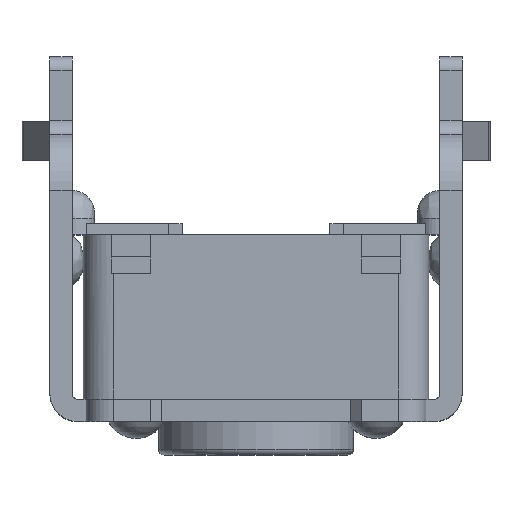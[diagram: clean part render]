
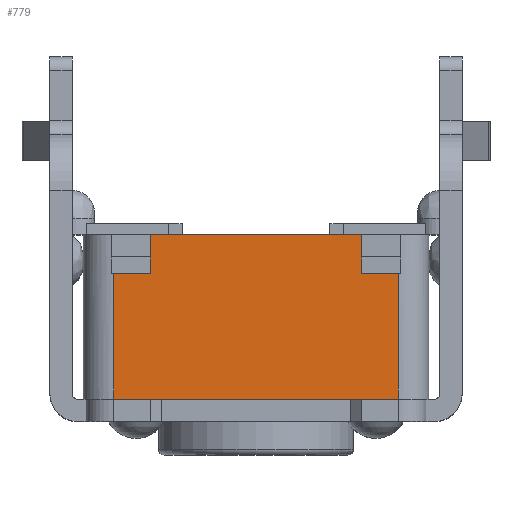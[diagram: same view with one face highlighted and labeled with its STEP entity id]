
A CAD part, top view. The second image highlights one B-rep face of the part: STEP entity #779.
In plain terms, the highlighted planar face has unit normal (0, 0, 1).
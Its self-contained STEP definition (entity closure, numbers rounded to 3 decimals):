
#779 = ADVANCED_FACE( '', ( #1621 ), #1622, .F. );
#1621 = FACE_OUTER_BOUND( '', #2671, .T. );
#1622 = PLANE( '', #2672 );
#2671 = EDGE_LOOP( '', ( #4939, #4940, #4941, #4942, #4943, #4944, #4945, #4946, #4947, #4948 ) );
#2672 = AXIS2_PLACEMENT_3D( '', #4949, #4950, #4951 );
#4939 = ORIENTED_EDGE( '', *, *, #6042, .F. );
#4940 = ORIENTED_EDGE( '', *, *, #5928, .T. );
#4941 = ORIENTED_EDGE( '', *, *, #6128, .T. );
#4942 = ORIENTED_EDGE( '', *, *, #5669, .F. );
#4943 = ORIENTED_EDGE( '', *, *, #6435, .T. );
#4944 = ORIENTED_EDGE( '', *, *, #5538, .T. );
#4945 = ORIENTED_EDGE( '', *, *, #6250, .T. );
#4946 = ORIENTED_EDGE( '', *, *, #5561, .F. );
#4947 = ORIENTED_EDGE( '', *, *, #5642, .T. );
#4948 = ORIENTED_EDGE( '', *, *, #5936, .F. );
#4949 = CARTESIAN_POINT( '', ( 3.1, 1., 3.1 ) );
#4950 = DIRECTION( '', ( 0., 0., -1. ) );
#4951 = DIRECTION( '', ( 0., 1., 0. ) );
#5538 = EDGE_CURVE( '', #6591, #6589, #6592, .T. );
#5561 = EDGE_CURVE( '', #6631, #6633, #6634, .T. );
#5642 = EDGE_CURVE( '', #6631, #6777, #6779, .F. );
#5669 = EDGE_CURVE( '', #6823, #6824, #6825, .T. );
#5928 = EDGE_CURVE( '', #7250, #7254, #7256, .T. );
#5936 = EDGE_CURVE( '', #7265, #6777, #7267, .T. );
#6042 = EDGE_CURVE( '', #7250, #7265, #7423, .T. );
#6128 = EDGE_CURVE( '', #7254, #6824, #7556, .T. );
#6250 = EDGE_CURVE( '', #6589, #6633, #7722, .T. );
#6435 = EDGE_CURVE( '', #6823, #6591, #7946, .T. );
#6589 = VERTEX_POINT( '', #8129 );
#6591 = VERTEX_POINT( '', #8131 );
#6592 = LINE( '', #8132, #8133 );
#6631 = VERTEX_POINT( '', #8187 );
#6633 = VERTEX_POINT( '', #8189 );
#6634 = LINE( '', #8190, #8191 );
#6777 = VERTEX_POINT( '', #8385 );
#6779 = LINE( '', #8387, #8388 );
#6823 = VERTEX_POINT( '', #8445 );
#6824 = VERTEX_POINT( '', #8446 );
#6825 = LINE( '', #8447, #8448 );
#7250 = VERTEX_POINT( '', #9016 );
#7254 = VERTEX_POINT( '', #9022 );
#7256 = LINE( '', #9025, #9026 );
#7265 = VERTEX_POINT( '', #9039 );
#7267 = LINE( '', #9042, #9043 );
#7423 = LINE( '', #9261, #9262 );
#7556 = LINE( '', #9452, #9453 );
#7722 = LINE( '', #9689, #9690 );
#7946 = LINE( '', #10008, #10009 );
#8129 = CARTESIAN_POINT( '', ( -2.55, 0.1, 3.1 ) );
#8131 = CARTESIAN_POINT( '', ( -1.9, 0.1, 3.1 ) );
#8132 = CARTESIAN_POINT( '', ( 3.1, 0.1, 3.1 ) );
#8133 = VECTOR( '', #10157, 1000. );
#8187 = CARTESIAN_POINT( '', ( 2.55, -2.15, 3.1 ) );
#8189 = CARTESIAN_POINT( '', ( -2.55, -2.15, 3.1 ) );
#8190 = CARTESIAN_POINT( '', ( 3.1, -2.15, 3.1 ) );
#8191 = VECTOR( '', #10182, 1000. );
#8385 = CARTESIAN_POINT( '', ( 2.55, 0.1, 3.1 ) );
#8387 = CARTESIAN_POINT( '', ( 2.55, 1., 3.1 ) );
#8388 = VECTOR( '', #10276, 1000. );
#8445 = CARTESIAN_POINT( '', ( -1.9, 0.4, 3.1 ) );
#8446 = CARTESIAN_POINT( '', ( -1.9, 0.8, 3.1 ) );
#8447 = CARTESIAN_POINT( '', ( -1.9, 1., 3.1 ) );
#8448 = VECTOR( '', #10311, 1000. );
#9016 = CARTESIAN_POINT( '', ( 1.9, 0.4, 3.1 ) );
#9022 = CARTESIAN_POINT( '', ( 1.9, 0.8, 3.1 ) );
#9025 = CARTESIAN_POINT( '', ( 1.9, 1., 3.1 ) );
#9026 = VECTOR( '', #10650, 1000. );
#9039 = CARTESIAN_POINT( '', ( 1.9, 0.1, 3.1 ) );
#9042 = CARTESIAN_POINT( '', ( 3.1, 0.1, 3.1 ) );
#9043 = VECTOR( '', #10656, 1000. );
#9261 = CARTESIAN_POINT( '', ( 1.9, 1., 3.1 ) );
#9262 = VECTOR( '', #10764, 1000. );
#9452 = CARTESIAN_POINT( '', ( 3.1, 0.8, 3.1 ) );
#9453 = VECTOR( '', #10867, 1000. );
#9689 = CARTESIAN_POINT( '', ( -2.55, 1., 3.1 ) );
#9690 = VECTOR( '', #10983, 1000. );
#10008 = CARTESIAN_POINT( '', ( -1.9, 1., 3.1 ) );
#10009 = VECTOR( '', #11159, 1000. );
#10157 = DIRECTION( '', ( -1., 0., 0. ) );
#10182 = DIRECTION( '', ( -1., 0., 0. ) );
#10276 = DIRECTION( '', ( 0., -1., 0. ) );
#10311 = DIRECTION( '', ( 0., 1., 0. ) );
#10650 = DIRECTION( '', ( 0., 1., 0. ) );
#10656 = DIRECTION( '', ( 1., 0., 0. ) );
#10764 = DIRECTION( '', ( 0., -1., 0. ) );
#10867 = DIRECTION( '', ( -1., 0., 0. ) );
#10983 = DIRECTION( '', ( 0., -1., 0. ) );
#11159 = DIRECTION( '', ( 0., -1., 0. ) );
